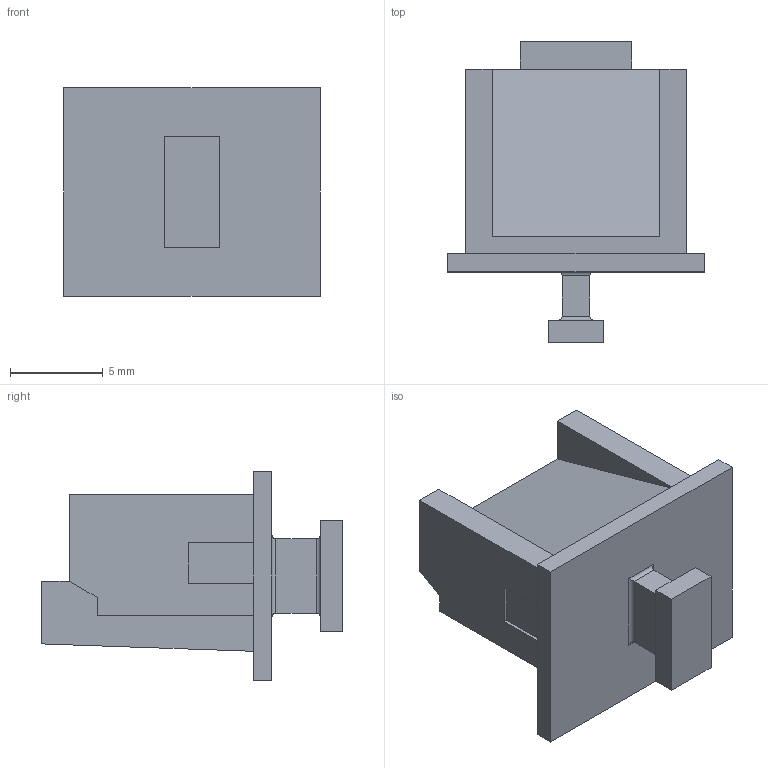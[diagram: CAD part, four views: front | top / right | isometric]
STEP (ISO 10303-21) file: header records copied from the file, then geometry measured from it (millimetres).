
FILE_DESCRIPTION(/* description */ ('Unknown'),/* implementation_level */ '2;1');
FILE_NAME(/* name */ '726154101',/* time_stamp */ '2016-02-11T09:34:38+01:00',/* author */ ('Unknown'),/* organization */ ('Unknown'),/* preprocessor_version */ 'ST-DEVELOPER v16.7',/* originating_system */ 'DEX',/* authorisation */ $);
FILE_SCHEMA (('AUTOMOTIVE_DESIGN {1 0 10303 214 3 1 1}'));
Length unit declared in the file: millimetre
Products named in the file (1): 726154101
Bounding box: 13.8 x 16.2 x 11.2 mm (x, y, z)
Volume: 979.7 mm3; surface area: 860.7 mm2
Topology: 1 solids, 1 shells, 50 faces, 125 edges, 80 vertices
Faces by surface type: plane 42, cylinder 8
Entity records: 1487 total; most frequent: CARTESIAN_POINT 256, ORIENTED_EDGE 250, DIRECTION 235, EDGE_CURVE 125, LINE 117, VECTOR 117, VERTEX_POINT 80, AXIS2_PLACEMENT_3D 59
